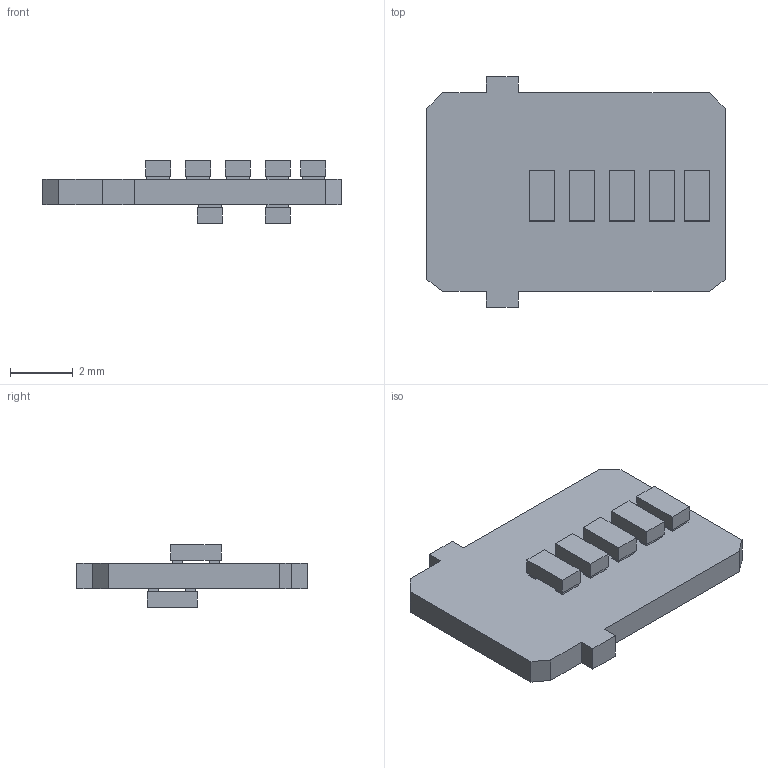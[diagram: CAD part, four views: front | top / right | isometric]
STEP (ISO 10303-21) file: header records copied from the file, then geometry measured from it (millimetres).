
FILE_DESCRIPTION(('Open CASCADE Model'),'2;1');
FILE_NAME('Open CASCADE Shape Model','2023-03-21T11:30:59',('Author'),( 'Open CASCADE'),'Open CASCADE STEP processor 7.5','Open CASCADE 7.5' ,'Unknown');
FILE_SCHEMA(('AUTOMOTIVE_DESIGN { 1 0 10303 214 1 1 1 1 }'));
Length unit declared in the file: millimetre
Products named in the file (16): PCB; Board; Open CASCADE STEP translator 7.5 2.1.1; LED7; 6641240464; Body; Pins; LED6; LED5; 6641240544; LED4; LED3; LED2; LED1
Assembly tree (20 placements, depth 4):
  PCB
    Board
      Open CASCADE STEP translator 7.5 2.1.1
    LED7
      6641240464
        Body
        Pins
    LED6
      6641240464
        Body
        Pins
    LED5
      6641240544
        Body
        Pins
    LED4
      6641240544
        Body
        Pins
    LED3
      6641240544
        Body
        Pins
    LED2
      6641240544
        Body
        Pins
    LED1
      6641240544
        Body
        Pins
Bounding box: 9.53 x 7.37 x 2 mm (x, y, z)
Volume: 53.7 mm3; surface area: 192.4 mm2
Topology: 22 solids, 22 shells, 144 faces, 300 edges, 200 vertices
Faces by surface type: plane 144
Entity records: 1843 total; most frequent: CARTESIAN_POINT 275, DIRECTION 270, ORIENTED_EDGE 240, EDGE_CURVE 120, LINE 120, VECTOR 120, VERTEX_POINT 80, AXIS2_PLACEMENT_3D 75
